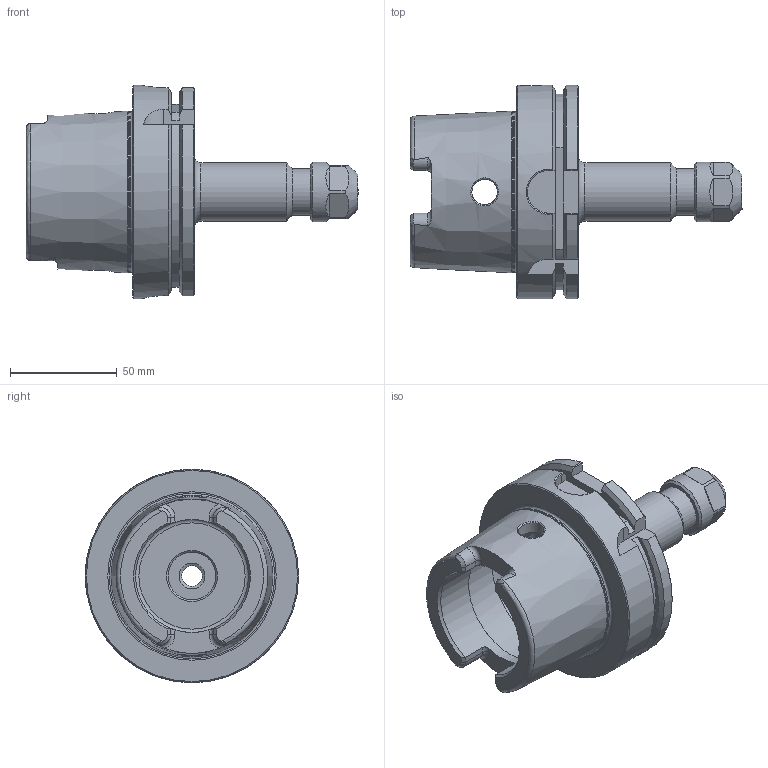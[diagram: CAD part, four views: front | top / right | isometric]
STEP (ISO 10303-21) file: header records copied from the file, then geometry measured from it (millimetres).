
FILE_DESCRIPTION((''),'2;1');
FILE_NAME('H100-16ERC416.stp','2014-06-03T11:21:09',('anddod'),(''),'Autodesk Inventor 2012','Autodesk Inventor 2012','');
FILE_SCHEMA(('AUTOMOTIVE_DESIGN { 1 0 10303 214 1 1 1 1 }'));
Length unit declared in the file: inch
Products named in the file (3): H100-16ERC416; H100-16ER4-1; 16ERHCN
Assembly tree (2 placements, depth 2):
  H100-16ERC416
    H100-16ER4-1
    16ERHCN
Bounding box: 155.66 x 100 x 100 mm (x, y, z)
Volume: 286801.2 mm3; surface area: 60682.3 mm2
Topology: 2 solids, 2 shells, 165 faces, 419 edges, 264 vertices
Faces by surface type: plane 61, cylinder 42, cone 31, torus 20, bspline 11
Full cylindrical faces by diameter (mm): 9.728 x1, 10 x1, 11.176 x1, 11.5 x1, 11.989 x1, 12 x3, 16.8 x1, 20.5 x1, 22 x1, 22.377 x1, 23 x1, 25.016 x1, 27.432 x1, 28 x1, 53 x2, 63 x1, 75.364 x1, 100 x1
Entity records: 5702 total; most frequent: CARTESIAN_POINT 1950, ORIENTED_EDGE 714, DIRECTION 707, EDGE_CURVE 357, AXIS2_PLACEMENT_3D 299, VERTEX_POINT 248, EDGE_LOOP 225, FACE_OUTER_BOUND 165
